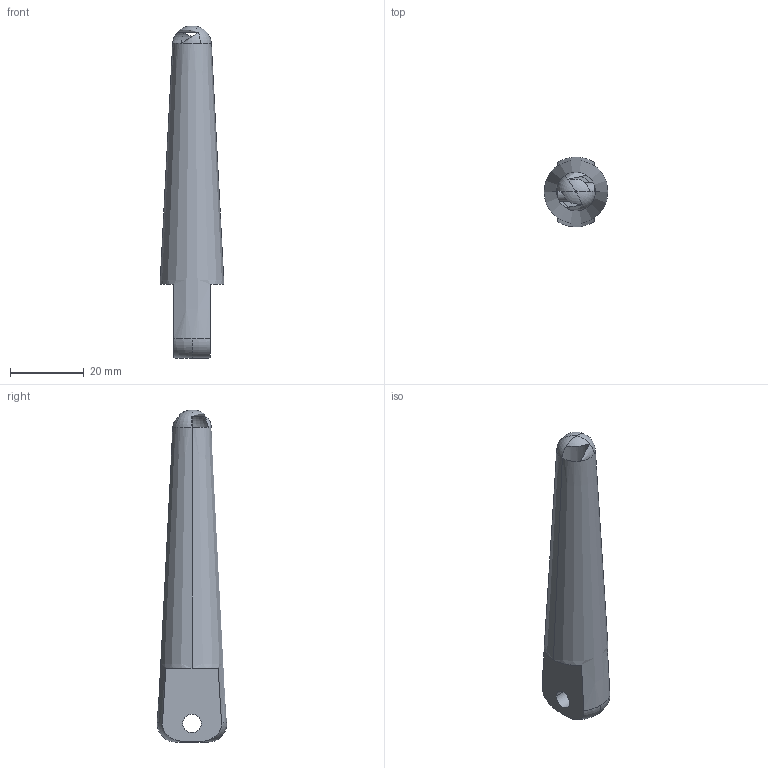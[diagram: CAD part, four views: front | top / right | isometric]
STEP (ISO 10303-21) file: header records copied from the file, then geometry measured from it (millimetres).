
FILE_DESCRIPTION (( 'STEP AP203' ), '1' );
FILE_NAME ('handM_Default_sldprt.STEP', '2021-02-28T18:19:32', ( '' ), ( '' ), 'SwSTEP 2.0', 'SolidWorks 2020', '' );
FILE_SCHEMA (( 'CONFIG_CONTROL_DESIGN' ));
Length unit declared in the file: millimetre
Products named in the file (1): handM_Default_sldprt
Bounding box: 17.34 x 18.88 x 90 mm (x, y, z)
Volume: 13558.5 mm3; surface area: 4353.9 mm2
Topology: 1 solids, 1 shells, 17 faces, 49 edges, 30 vertices
Faces by surface type: torus 7, plane 6, cone 2, cylinder 2
Entity records: 730 total; most frequent: CARTESIAN_POINT 217, DIRECTION 98, ORIENTED_EDGE 90, AXIS2_PLACEMENT_3D 46, EDGE_CURVE 45, VERTEX_POINT 30, CIRCLE 28, EDGE_LOOP 19
